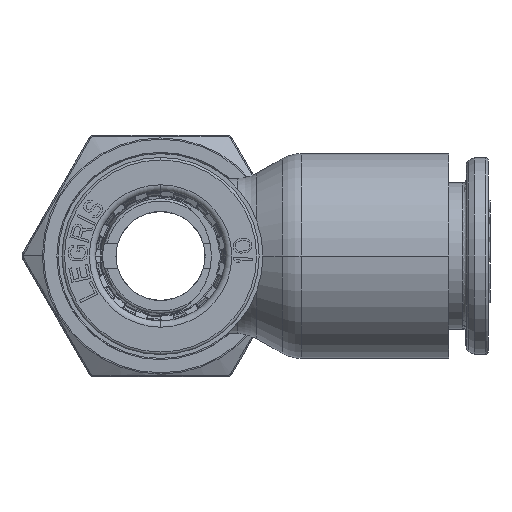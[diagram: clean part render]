
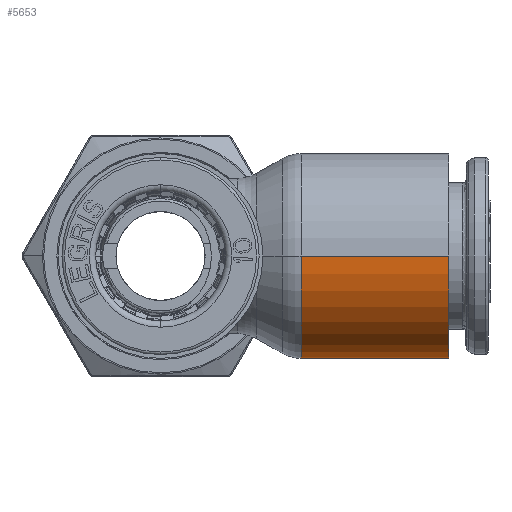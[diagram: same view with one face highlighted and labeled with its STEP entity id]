
A CAD part, left-side view. The second image highlights one B-rep face of the part: STEP entity #5653.
In plain terms, the highlighted cylindrical face has radius 8.05 mm (diameter 16.1 mm), a partial arc.
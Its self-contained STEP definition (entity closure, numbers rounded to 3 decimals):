
#5653=ADVANCED_FACE('',(#11776),#11777,.T.);
#11776=FACE_OUTER_BOUND('',#24631,.T.);
#11777=CYLINDRICAL_SURFACE('',#24632,8.05);
#24631=EDGE_LOOP('',(#42473,#42474,#42475,#42476));
#24632=AXIS2_PLACEMENT_3D('',#42477,#42478,#42479);
#42473=ORIENTED_EDGE('',*,*,#49148,.F.);
#42474=ORIENTED_EDGE('',*,*,#49110,.F.);
#42475=ORIENTED_EDGE('',*,*,#49150,.F.);
#42476=ORIENTED_EDGE('',*,*,#53454,.T.);
#42477=CARTESIAN_POINT('',(0.0,1.133,0.0));
#42478=DIRECTION('',(0.0,1.0,-0.0));
#42479=DIRECTION('',(-1.0,0.0,0.0));
#49110=EDGE_CURVE('',#58594,#58590,#58596,.T.);
#49148=EDGE_CURVE('',#58590,#58655,#58656,.T.);
#49150=EDGE_CURVE('',#58657,#58594,#58659,.T.);
#53454=EDGE_CURVE('',#58657,#58655,#64520,.T.);
#58590=VERTEX_POINT('',#73558);
#58594=VERTEX_POINT('',#73562);
#58596=CIRCLE('',#73564,8.05);
#58655=VERTEX_POINT('',#73680);
#58656=LINE('',#73681,#73682);
#58657=VERTEX_POINT('',#73683);
#58659=LINE('',#73685,#73686);
#64520=CIRCLE('',#85479,8.05);
#73558=CARTESIAN_POINT('',(-8.05,-11.054,0.0));
#73562=CARTESIAN_POINT('',(8.05,-11.054,0.));
#73564=AXIS2_PLACEMENT_3D('',#89921,#89922,#89923);
#73680=CARTESIAN_POINT('',(-8.05,-22.65,0.0));
#73681=CARTESIAN_POINT('',(-8.05,-16.852,0.));
#73682=VECTOR('',#89952,1.0);
#73683=CARTESIAN_POINT('',(8.05,-22.65,0.));
#73685=CARTESIAN_POINT('',(8.05,-16.852,0.));
#73686=VECTOR('',#89956,1.0);
#85479=AXIS2_PLACEMENT_3D('',#94535,#94536,#94537);
#89921=CARTESIAN_POINT('',(0.0,-11.054,0.0));
#89922=DIRECTION('',(-0.0,1.0,0.0));
#89923=DIRECTION('',(1.0,0.0,0.0));
#89952=DIRECTION('',(-0.0,-1.0,-0.0));
#89956=DIRECTION('',(0.0,1.0,-0.0));
#94535=CARTESIAN_POINT('',(0.0,-22.65,0.0));
#94536=DIRECTION('',(-0.0,1.0,0.0));
#94537=DIRECTION('',(1.0,0.0,0.0));
